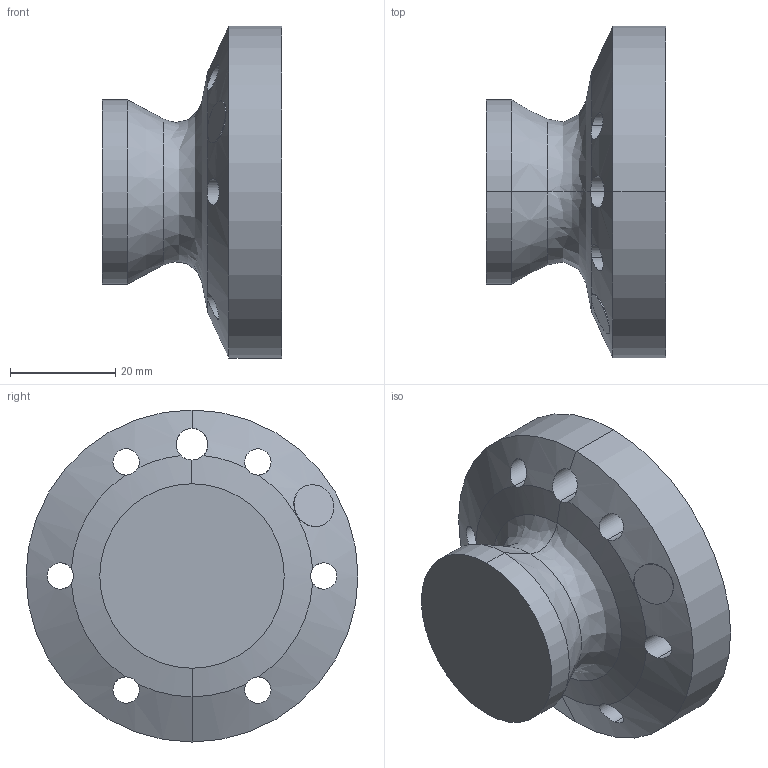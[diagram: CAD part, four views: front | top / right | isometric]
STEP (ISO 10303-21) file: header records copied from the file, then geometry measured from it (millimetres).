
FILE_DESCRIPTION (( 'STEP AP214' ), '1' );
FILE_NAME ('IRB2600_12-185_LINK6_CAD_rev02.STEP', '2016-12-02T11:26:50', ( 'ABB' ), ( 'ABB' ), 'SwSTEP 2.0', 'SolidWorks 2014', '' );
FILE_SCHEMA (( 'AUTOMOTIVE_DESIGN' ));
Length unit declared in the file: millimetre
Products named in the file (1): IRB2600_12-185_LINK6_CAD_rev02
Bounding box: 34 x 63 x 63 mm (x, y, z)
Volume: 48898.4 mm3; surface area: 12443.1 mm2
Topology: 1 solids, 1 shells, 37 faces, 106 edges, 67 vertices
Faces by surface type: cylinder 24, cone 6, plane 5, bspline 2
Entity records: 1743 total; most frequent: CARTESIAN_POINT 739, ORIENTED_EDGE 212, DIRECTION 190, EDGE_CURVE 106, AXIS2_PLACEMENT_3D 80, VERTEX_POINT 67, EDGE_LOOP 47, CIRCLE 44
